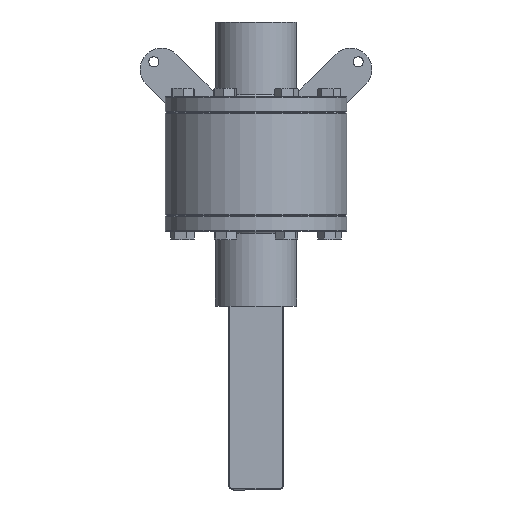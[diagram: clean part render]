
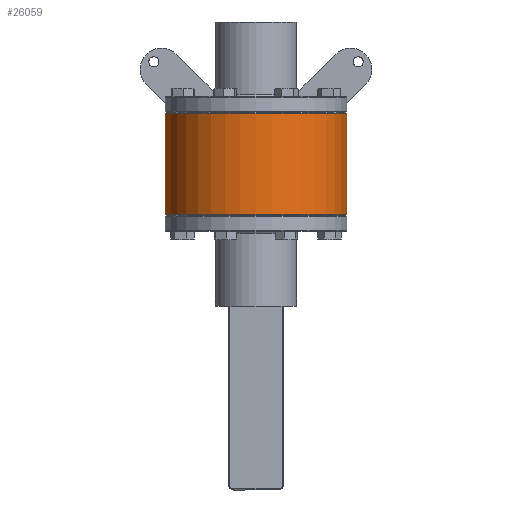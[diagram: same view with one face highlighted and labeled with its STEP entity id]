
A CAD part, front view. The second image highlights one B-rep face of the part: STEP entity #26059.
In plain terms, the highlighted cylindrical face has radius 85.5 mm (diameter 171 mm), a partial arc.
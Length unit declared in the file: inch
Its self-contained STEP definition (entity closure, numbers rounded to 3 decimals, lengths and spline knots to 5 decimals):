
#241 = AXIS2_PLACEMENT_3D ( 'NONE', #9747, #1094, #27605 ) ;
#569 = VERTEX_POINT ( 'NONE', #9231 ) ;
#781 = EDGE_CURVE ( 'NONE', #15054, #569, #11386, .T. ) ;
#1094 = DIRECTION ( 'NONE',  ( 0., 0., -1. ) ) ;
#2965 = CARTESIAN_POINT ( 'NONE',  ( 3.36614, 0., 4.9485 ) ) ;
#5574 = VERTEX_POINT ( 'NONE', #52808 ) ;
#5908 = ORIENTED_EDGE ( 'NONE', *, *, #17547, .T. ) ;
#9231 = CARTESIAN_POINT ( 'NONE',  ( -3.36614, 0., 1.87205 ) ) ;
#9747 = CARTESIAN_POINT ( 'NONE',  ( 0., 0., 1.87205 ) ) ;
#11386 = LINE ( 'NONE', #50242, #28256 ) ;
#11525 = ORIENTED_EDGE ( 'NONE', *, *, #781, .F. ) ;
#12416 = EDGE_CURVE ( 'NONE', #15054, #5574, #40206, .T. ) ;
#15054 = VERTEX_POINT ( 'NONE', #48218 ) ;
#15890 = CIRCLE ( 'NONE', #241, 3.36614 ) ;
#16730 = FACE_OUTER_BOUND ( 'NONE', #18497, .T. ) ;
#17076 = VECTOR ( 'NONE', #25582, 39.37008 ) ;
#17547 = EDGE_CURVE ( 'NONE', #46579, #569, #15890, .T. ) ;
#18497 = EDGE_LOOP ( 'NONE', ( #11525, #32066, #35811, #5908 ) ) ;
#22519 = DIRECTION ( 'NONE',  ( 1., 0., 0. ) ) ;
#22713 = CARTESIAN_POINT ( 'NONE',  ( 0., 0., -1.87205 ) ) ;
#23275 = AXIS2_PLACEMENT_3D ( 'NONE', #57751, #52798, #35374 ) ;
#23972 = EDGE_CURVE ( 'NONE', #5574, #46579, #30428, .T. ) ;
#25582 = DIRECTION ( 'NONE',  ( 0., 0., 1. ) ) ;
#26059 = ADVANCED_FACE ( 'NONE', ( #16730 ), #43527, .T. ) ;
#27605 = DIRECTION ( 'NONE',  ( -1., 0., 0. ) ) ;
#28256 = VECTOR ( 'NONE', #51739, 39.37008 ) ;
#30428 = LINE ( 'NONE', #2965, #17076 ) ;
#32066 = ORIENTED_EDGE ( 'NONE', *, *, #12416, .T. ) ;
#35374 = DIRECTION ( 'NONE',  ( 1., 0., 0. ) ) ;
#35811 = ORIENTED_EDGE ( 'NONE', *, *, #23972, .T. ) ;
#39026 = AXIS2_PLACEMENT_3D ( 'NONE', #22713, #40568, #22519 ) ;
#39833 = CARTESIAN_POINT ( 'NONE',  ( 3.36614, 0., 1.87205 ) ) ;
#40206 = CIRCLE ( 'NONE', #39026, 3.36614 ) ;
#40568 = DIRECTION ( 'NONE',  ( 0., 0., 1. ) ) ;
#43527 = CYLINDRICAL_SURFACE ( 'NONE', #23275, 3.36614 ) ;
#46579 = VERTEX_POINT ( 'NONE', #39833 ) ;
#48218 = CARTESIAN_POINT ( 'NONE',  ( -3.36614, 0., -1.87205 ) ) ;
#50242 = CARTESIAN_POINT ( 'NONE',  ( -3.36614, 0., 4.9485 ) ) ;
#51739 = DIRECTION ( 'NONE',  ( 0., 0., 1. ) ) ;
#52798 = DIRECTION ( 'NONE',  ( 0., 0., 1. ) ) ;
#52808 = CARTESIAN_POINT ( 'NONE',  ( 3.36614, 0., -1.87205 ) ) ;
#57751 = CARTESIAN_POINT ( 'NONE',  ( 0., 0., 4.9485 ) ) ;
